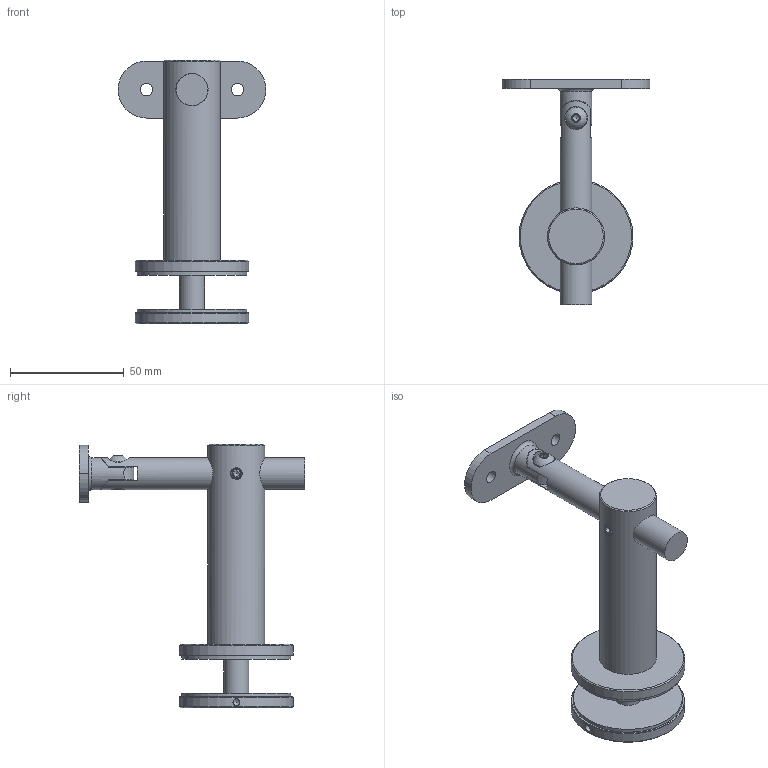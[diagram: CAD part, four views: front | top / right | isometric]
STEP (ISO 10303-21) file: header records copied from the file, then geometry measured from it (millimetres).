
FILE_DESCRIPTION (( 'STEP AP203' ), '1' );
FILE_NAME ('50352-240.step', '2020-03-13T07:23:11', ( '' ), ( '' ), 'SwSTEP 2.0', 'SolidWorks 2015', '' );
FILE_SCHEMA (( 'CONFIG_CONTROL_DESIGN' ));
Length unit declared in the file: millimetre
Products named in the file (19): 503XX-240 Teil5_50352-240 Teil5; 503XX-240 Teil6; 503XX-240 Teil1_50352-240 Teil1; 503XX-240 Teil2; 503XX-240 Teil1; DIN 7380_DIN 7380 M5x12; 503XX-240 Teil2_50352-240 Teil2; 50352-240; 503XX-240 Teil3_50352-240 Teil3; 503XX-240 Teil3; 503XX-240 Teil5; 503XX-240 Teil6_50352-240 Teil6; DIN913_DIN 913 M5x5; 503XX-240 Teil4; 503XX-240 Teil4_50352-240 Teil4; DIN 7380; DIN913
Assembly tree (13 placements, depth 2):
  503XX-240 Teil6
  503XX-240 Teil1
  50352-240
    503XX-240 Teil1_50352-240 Teil1
    503XX-240 Teil2_50352-240 Teil2
    503XX-240 Teil3_50352-240 Teil3
    503XX-240 Teil4_50352-240 Teil4
    DIN913_DIN 913 M5x5
    503XX-240 Teil5_50352-240 Teil5  x2
    503XX-240 Teil6_50352-240 Teil6
    DIN 7380_DIN 7380 M5x12
  50352-240
    503XX-240 Teil2
    DIN 7380
    DIN913
    503XX-240 Teil4
  503XX-240 Teil3
Bounding box: 65 x 99 x 116 mm (x, y, z)
Volume: 85308.7 mm3; surface area: 36800.4 mm2
Topology: 9 solids, 9 shells, 337 faces, 844 edges, 558 vertices
Faces by surface type: plane 168, bspline 109, cylinder 35, cone 22, torus 2, sphere 1
Full cylindrical faces by diameter (mm): 3 x1, 4.2 x2, 5 x2, 5.5 x4, 6.8 x1, 8 x2, 9.5 x1, 11 x1, 11.5 x2, 14 x2, 14.2 x1, 25 x1, 48 x2, 50 x2
Entity records: 21049 total; most frequent: CARTESIAN_POINT 12142, ORIENTED_EDGE 1558, DIRECTION 1110, EDGE_CURVE 779, VERTEX_POINT 533, LINE 460, VECTOR 460, EDGE_LOOP 422
